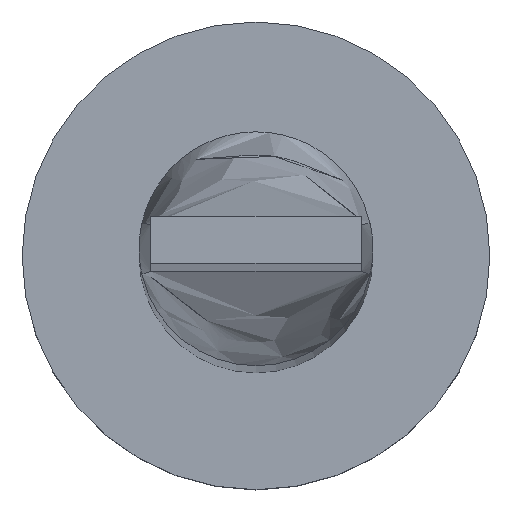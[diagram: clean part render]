
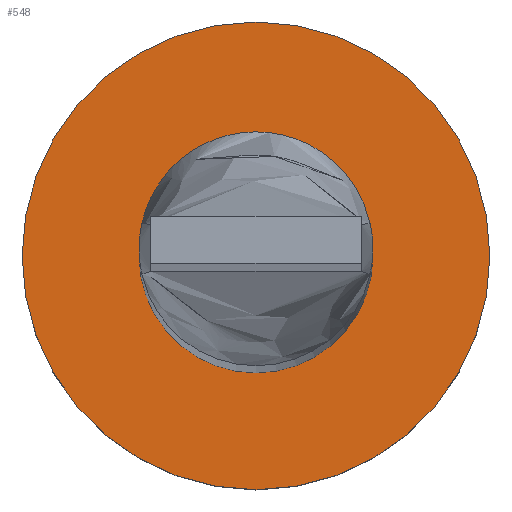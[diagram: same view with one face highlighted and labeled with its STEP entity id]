
A CAD part, top view. The second image highlights one B-rep face of the part: STEP entity #548.
In plain terms, the highlighted planar face has unit normal (0, 0, 1).
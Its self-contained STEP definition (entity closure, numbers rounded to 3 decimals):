
#8 = DIRECTION ( 'NONE',  ( 0., 0., 1. ) ) ;
#20 = DIRECTION ( 'NONE',  ( 1., 0., 0. ) ) ;
#30 = VERTEX_POINT ( 'NONE', #466 ) ;
#32 = EDGE_CURVE ( 'NONE', #30, #299, #543, .T. ) ;
#39 = VERTEX_POINT ( 'NONE', #289 ) ;
#52 = DIRECTION ( 'NONE',  ( 1., 0., 0. ) ) ;
#97 = DIRECTION ( 'NONE',  ( 0., 0., 1. ) ) ;
#133 = DIRECTION ( 'NONE',  ( 0., 0., 1. ) ) ;
#136 = ORIENTED_EDGE ( 'NONE', *, *, #174, .F. ) ;
#174 = EDGE_CURVE ( 'NONE', #39, #485, #451, .T. ) ;
#183 = CARTESIAN_POINT ( 'NONE',  ( 5., 0., 3. ) ) ;
#193 = DIRECTION ( 'NONE',  ( 0., 0., 1. ) ) ;
#195 = CARTESIAN_POINT ( 'NONE',  ( 2.5, 0., 3. ) ) ;
#196 = CARTESIAN_POINT ( 'NONE',  ( 0., 0., 3. ) ) ;
#204 = EDGE_LOOP ( 'NONE', ( #136, #405 ) ) ;
#205 = AXIS2_PLACEMENT_3D ( 'NONE', #196, #193, #416 ) ;
#213 = DIRECTION ( 'NONE',  ( 1., 0., 0. ) ) ;
#230 = CARTESIAN_POINT ( 'NONE',  ( 0., 0., 3. ) ) ;
#274 = AXIS2_PLACEMENT_3D ( 'NONE', #230, #133, #355 ) ;
#289 = CARTESIAN_POINT ( 'NONE',  ( -2.5, 0., 3. ) ) ;
#299 = VERTEX_POINT ( 'NONE', #183 ) ;
#309 = CIRCLE ( 'NONE', #350, 2.5 ) ;
#329 = PLANE ( 'NONE',  #510 ) ;
#350 = AXIS2_PLACEMENT_3D ( 'NONE', #512, #8, #20 ) ;
#355 = DIRECTION ( 'NONE',  ( 1., 0., 0. ) ) ;
#387 = CARTESIAN_POINT ( 'NONE',  ( 0., 0., 3. ) ) ;
#398 = EDGE_LOOP ( 'NONE', ( #563, #435 ) ) ;
#405 = ORIENTED_EDGE ( 'NONE', *, *, #478, .F. ) ;
#416 = DIRECTION ( 'NONE',  ( 1., 0., 0. ) ) ;
#427 = AXIS2_PLACEMENT_3D ( 'NONE', #387, #528, #213 ) ;
#429 = EDGE_CURVE ( 'NONE', #299, #30, #526, .T. ) ;
#435 = ORIENTED_EDGE ( 'NONE', *, *, #429, .T. ) ;
#451 = CIRCLE ( 'NONE', #427, 2.5 ) ;
#459 = FACE_OUTER_BOUND ( 'NONE', #398, .T. ) ;
#466 = CARTESIAN_POINT ( 'NONE',  ( -5., 0., 3. ) ) ;
#478 = EDGE_CURVE ( 'NONE', #485, #39, #309, .T. ) ;
#485 = VERTEX_POINT ( 'NONE', #195 ) ;
#499 = CARTESIAN_POINT ( 'NONE',  ( 0., 0., 3. ) ) ;
#510 = AXIS2_PLACEMENT_3D ( 'NONE', #499, #97, #52 ) ;
#512 = CARTESIAN_POINT ( 'NONE',  ( 0., 0., 3. ) ) ;
#526 = CIRCLE ( 'NONE', #274, 5. ) ;
#528 = DIRECTION ( 'NONE',  ( 0., 0., 1. ) ) ;
#543 = CIRCLE ( 'NONE', #205, 5. ) ;
#548 = ADVANCED_FACE ( 'NONE', ( #551, #459 ), #329, .T. ) ;
#551 = FACE_BOUND ( 'NONE', #204, .T. ) ;
#563 = ORIENTED_EDGE ( 'NONE', *, *, #32, .T. ) ;
